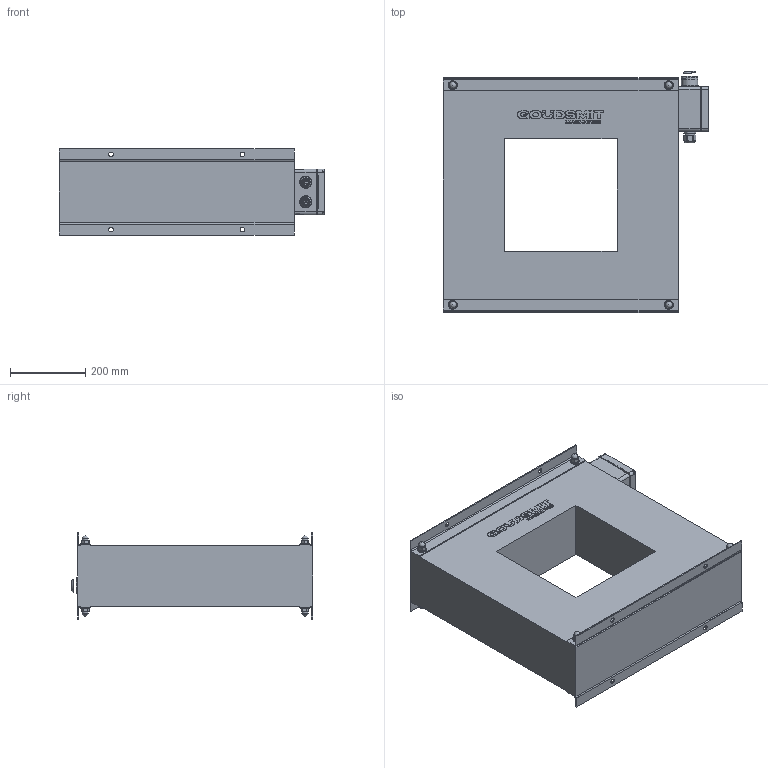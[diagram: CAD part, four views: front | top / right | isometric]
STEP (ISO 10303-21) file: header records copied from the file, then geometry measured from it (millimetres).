
FILE_DESCRIPTION(/* description */ (''),/* implementation_level */ '2;1');
FILE_NAME(/* name */ 'EDTR303003.stp',/* time_stamp */ '2023-03-15T08:34:12+01:00',/* author */ ('dk'),/* organization */ (''),/* preprocessor_version */ 'ST-DEVELOPER v18.1',/* originating_system */ 'Autodesk Inventor 2021',/* authorisation */ '');
FILE_SCHEMA (('AUTOMOTIVE_DESIGN { 1 0 10303 214 3 1 1 }'));
Products named in the file (1): Part3
Bounding box: 706.2 x 641.68 x 230 mm (x, y, z)
Volume: 25682251 mm3; surface area: 2481768.5 mm2
Topology: 2 solids, 26 shells, 2409 faces, 6569 edges, 4323 vertices
Faces by surface type: plane 1563, cylinder 482, cone 195, bspline 132, torus 25, sphere 12
Full cylindrical faces by diameter (mm): 4 x8, 4.917 x11, 5 x4, 5.5 x4, 5.6 x6, 6 x12, 7 x8, 10 x8, 10.106 x4, 11 x4, 12 x4, 12.5 x12, 13 x8, 13.2 x4, 16 x4, 17 x14, 20.4 x1, 22.5 x1, 24 x8, 25 x1, 26 x3, 32 x2, 44 x1
Entity records: 79953 total; most frequent: CARTESIAN_POINT 16703, ORIENTED_EDGE 12976, DIRECTION 12130, EDGE_CURVE 6552, VERTEX_POINT 4323, LINE 4284, VECTOR 4284, AXIS2_PLACEMENT_3D 3923
